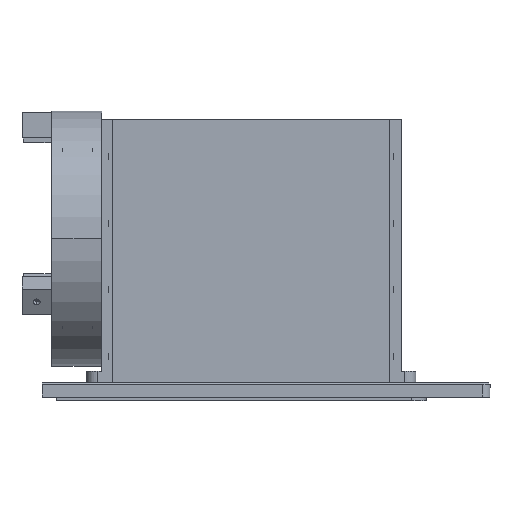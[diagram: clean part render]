
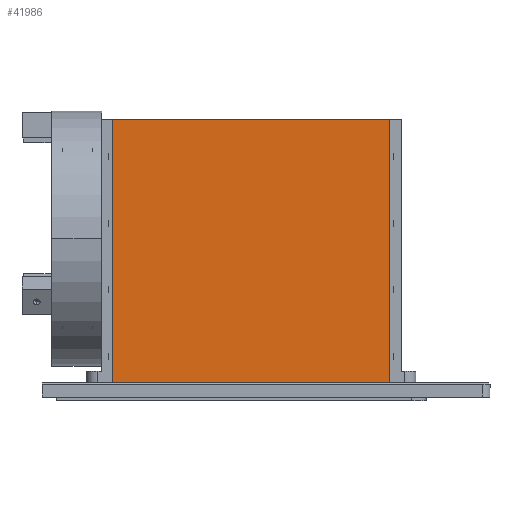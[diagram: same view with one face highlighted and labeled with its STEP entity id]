
A CAD part, left-side view. The second image highlights one B-rep face of the part: STEP entity #41986.
In plain terms, the highlighted face is planar.
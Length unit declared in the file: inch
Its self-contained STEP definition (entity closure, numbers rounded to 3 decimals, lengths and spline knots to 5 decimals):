
#22816 = CARTESIAN_POINT ( 'NONE',  ( 0., 0.5, 0. ) ) ;
#22817 = DIRECTION ( 'NONE',  ( 0., 0., 1. ) ) ;
#22818 = VECTOR ( 'NONE', #22817, 39.37008 ) ;
#22819 = CARTESIAN_POINT ( 'NONE',  ( 0., 0.5, 0. ) ) ;
#22820 = LINE ( 'NONE', #22819, #22818 ) ;
#22821 = CARTESIAN_POINT ( 'NONE',  ( 0., 0.5, 9. ) ) ;
#22840 = CARTESIAN_POINT ( 'NONE',  ( 9.375, 0.5, 9. ) ) ;
#22969 = DIRECTION ( 'NONE',  ( -1., 0., 0. ) ) ;
#22970 = VECTOR ( 'NONE', #22969, 39.37008 ) ;
#22971 = CARTESIAN_POINT ( 'NONE',  ( 0., 0.5, 0. ) ) ;
#22972 = LINE ( 'NONE', #22971, #22970 ) ;
#23000 = DIRECTION ( 'NONE',  ( 0., 0., -1. ) ) ;
#23001 = VECTOR ( 'NONE', #23000, 39.37008 ) ;
#23002 = CARTESIAN_POINT ( 'NONE',  ( 9.375, 0.5, 0. ) ) ;
#23003 = LINE ( 'NONE', #23002, #23001 ) ;
#23033 = DIRECTION ( 'NONE',  ( 0., 1., 0. ) ) ;
#23034 = CARTESIAN_POINT ( 'NONE',  ( 0., 0.5, 9. ) ) ;
#23035 = AXIS2_PLACEMENT_3D ( 'NONE', #23034, #23033, #23093 ) ;
#23036 = PLANE ( 'NONE',  #23035 ) ;
#23037 = FACE_OUTER_BOUND ( 'NONE', #41979, .T. ) ;
#23049 = DIRECTION ( 'NONE',  ( 1., 0., 0. ) ) ;
#23050 = VECTOR ( 'NONE', #23049, 39.37008 ) ;
#23051 = CARTESIAN_POINT ( 'NONE',  ( 0., 0.5, 9. ) ) ;
#23052 = LINE ( 'NONE', #23051, #23050 ) ;
#23064 = CARTESIAN_POINT ( 'NONE',  ( 9.375, 0.5, 0. ) ) ;
#23093 = DIRECTION ( 'NONE',  ( 0., 0., 1. ) ) ;
#41829 = VERTEX_POINT ( 'NONE', #22821 ) ;
#41831 = EDGE_CURVE ( 'NONE', #41832, #41829, #22820, .T. ) ;
#41832 = VERTEX_POINT ( 'NONE', #22816 ) ;
#41854 = VERTEX_POINT ( 'NONE', #22840 ) ;
#41933 = EDGE_CURVE ( 'NONE', #41955, #41832, #22972, .T. ) ;
#41950 = EDGE_CURVE ( 'NONE', #41854, #41955, #23003, .T. ) ;
#41955 = VERTEX_POINT ( 'NONE', #23064 ) ;
#41964 = EDGE_CURVE ( 'NONE', #41829, #41854, #23052, .T. ) ;
#41979 = EDGE_LOOP ( 'NONE', ( #41987, #41988, #41989, #41980 ) ) ;
#41980 = ORIENTED_EDGE ( 'NONE', *, *, #41933, .T. ) ;
#41986 = ADVANCED_FACE ( 'NONE', ( #23037 ), #23036, .T. ) ;
#41987 = ORIENTED_EDGE ( 'NONE', *, *, #41831, .T. ) ;
#41988 = ORIENTED_EDGE ( 'NONE', *, *, #41964, .T. ) ;
#41989 = ORIENTED_EDGE ( 'NONE', *, *, #41950, .T. ) ;
